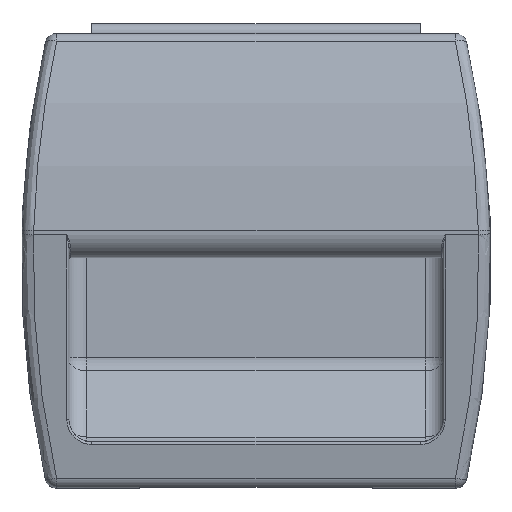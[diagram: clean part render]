
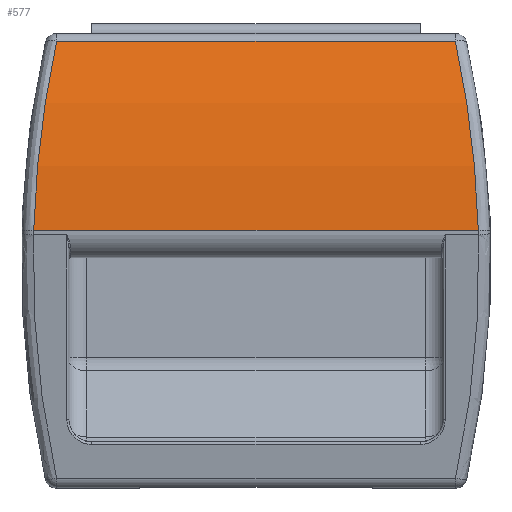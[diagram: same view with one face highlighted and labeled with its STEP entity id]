
A CAD part, front view. The second image highlights one B-rep face of the part: STEP entity #577.
In plain terms, the highlighted cylindrical face has radius 155 mm (diameter 310 mm), a partial arc.
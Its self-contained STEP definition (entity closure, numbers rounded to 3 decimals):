
#577=ADVANCED_FACE('',(#5150),#5149,.T.);
#5149=CYLINDRICAL_SURFACE('',#11390,155.);
#5150=FACE_OUTER_BOUND('',#11391,.T.);
#11387=CARTESIAN_POINT('',(-1198.5,140.176,5.126));
#11388=DIRECTION('',(-1.,0.,0.));
#11389=DIRECTION('',(0.,0.,1.));
#11390=AXIS2_PLACEMENT_3D('',#11387,#11388,#11389);
#11391=EDGE_LOOP('',(#17285,#17286,#17287,#17288));
#17285=ORIENTED_EDGE('',*,*,#19447,.T.);
#17286=ORIENTED_EDGE('',*,*,#19444,.T.);
#17287=ORIENTED_EDGE('',*,*,#19465,.T.);
#17288=ORIENTED_EDGE('',*,*,#19561,.F.);
#19444=EDGE_CURVE('',#25913,#25928,#25935,.T.);
#19447=EDGE_CURVE('',#25954,#25913,#25955,.T.);
#19465=EDGE_CURVE('',#25928,#26062,#26069,.T.);
#19561=EDGE_CURVE('',#25954,#26062,#26704,.T.);
#25913=VERTEX_POINT('',#35708);
#25928=VERTEX_POINT('',#35721);
#25935=(BOUNDED_CURVE() B_SPLINE_CURVE(3,(#35726,#35727,#35728,#35729,#35730,#35731,#35732,#35733),.UNSPECIFIED.,.F.,.F.) B_SPLINE_CURVE_WITH_KNOTS((4,2,2,4),(0.,0.025,0.038,0.051),.UNSPECIFIED.) CURVE() GEOMETRIC_REPRESENTATION_ITEM() RATIONAL_B_SPLINE_CURVE((1.,1.,1.,1.,1.,1.,1.,1.)) REPRESENTATION_ITEM('') );
#25954=VERTEX_POINT('',#35743);
#25955=LINE('',#35744,#35745);
#26062=VERTEX_POINT('',#35839);
#26069=LINE('',#35844,#35845);
#26704=(BOUNDED_CURVE() B_SPLINE_CURVE(3,(#36376,#36377,#36378,#36379,#36380,#36381,#36382,#36383),.UNSPECIFIED.,.F.,.F.) B_SPLINE_CURVE_WITH_KNOTS((4,2,2,4),(0.,0.025,0.038,0.051),.UNSPECIFIED.) CURVE() GEOMETRIC_REPRESENTATION_ITEM() RATIONAL_B_SPLINE_CURVE((1.,1.,1.,1.,1.,1.,1.,1.)) REPRESENTATION_ITEM('') );
#35708=CARTESIAN_POINT('',(-250.686,-5.715,57.48));
#35721=CARTESIAN_POINT('',(-256.691,-14.799,7.926));
#35726=CARTESIAN_POINT('',(-250.686,-5.715,57.48));
#35727=CARTESIAN_POINT('',(-252.388,-8.56,49.55));
#35728=CARTESIAN_POINT('',(-253.759,-10.74,41.458));
#35729=CARTESIAN_POINT('',(-255.276,-13.021,29.073));
#35730=CARTESIAN_POINT('',(-255.692,-13.615,24.904));
#35731=CARTESIAN_POINT('',(-256.335,-14.466,16.48));
#35732=CARTESIAN_POINT('',(-256.563,-14.721,12.226));
#35733=CARTESIAN_POINT('',(-256.691,-14.799,7.926));
#35743=CARTESIAN_POINT('',(-146.315,-5.715,57.48));
#35744=CARTESIAN_POINT('',(-146.315,-5.715,57.48));
#35745=VECTOR('',#35746,104.371);
#35746=DIRECTION('',(-1.,0.,0.));
#35839=CARTESIAN_POINT('',(-140.31,-14.799,7.926));
#35844=CARTESIAN_POINT('',(-256.691,-14.799,7.926));
#35845=VECTOR('',#35846,116.381);
#35846=DIRECTION('',(1.,0.,0.));
#36376=CARTESIAN_POINT('',(-146.315,-5.715,57.48));
#36377=CARTESIAN_POINT('',(-144.613,-8.56,49.55));
#36378=CARTESIAN_POINT('',(-143.242,-10.74,41.458));
#36379=CARTESIAN_POINT('',(-141.725,-13.021,29.073));
#36380=CARTESIAN_POINT('',(-141.309,-13.615,24.904));
#36381=CARTESIAN_POINT('',(-140.665,-14.466,16.48));
#36382=CARTESIAN_POINT('',(-140.438,-14.721,12.226));
#36383=CARTESIAN_POINT('',(-140.31,-14.799,7.926));
